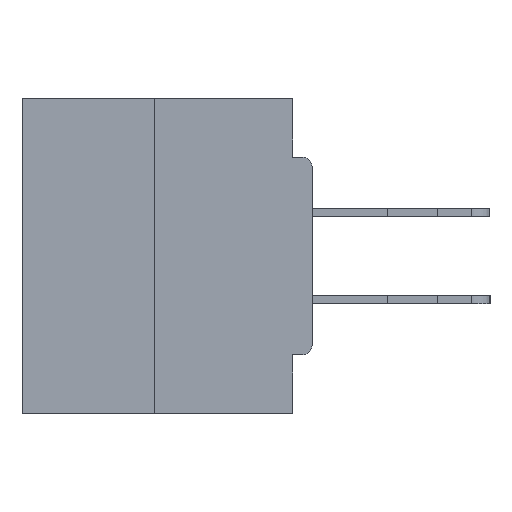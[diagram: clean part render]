
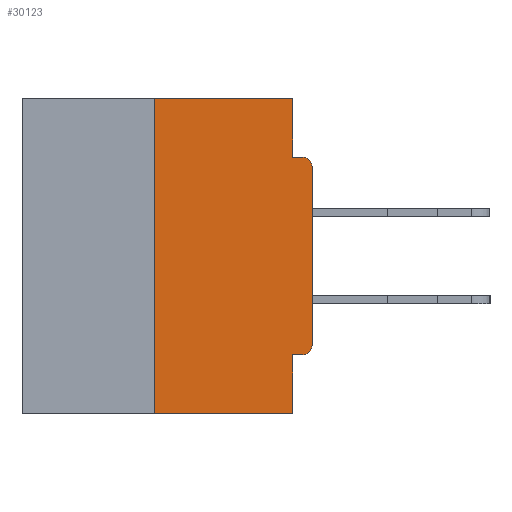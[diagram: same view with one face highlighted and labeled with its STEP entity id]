
A CAD part, left-side view. The second image highlights one B-rep face of the part: STEP entity #30123.
In plain terms, the highlighted planar face has unit normal (-1, 0, 0).
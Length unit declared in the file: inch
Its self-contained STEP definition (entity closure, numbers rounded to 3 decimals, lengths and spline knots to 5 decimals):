
#781 = ORIENTED_EDGE ( 'NONE', *, *, #31667, .F. ) ;
#1482 = ORIENTED_EDGE ( 'NONE', *, *, #9859, .T. ) ;
#1530 = DIRECTION ( 'NONE',  ( -1., 0., 0. ) ) ;
#1746 = CARTESIAN_POINT ( 'NONE',  ( 0., 0.46, 0. ) ) ;
#2003 = EDGE_LOOP ( 'NONE', ( #35558, #34710, #31193, #24270, #781, #1482, #7159, #2853, #35872, #2828 ) ) ;
#2828 = ORIENTED_EDGE ( 'NONE', *, *, #13446, .F. ) ;
#2853 = ORIENTED_EDGE ( 'NONE', *, *, #25025, .T. ) ;
#4369 = EDGE_CURVE ( 'NONE', #30423, #13546, #28123, .T. ) ;
#4390 = LINE ( 'NONE', #27675, #32715 ) ;
#5077 = DIRECTION ( 'NONE',  ( 0., -1., 0. ) ) ;
#6154 = VERTEX_POINT ( 'NONE', #31433 ) ;
#6155 = CARTESIAN_POINT ( 'NONE',  ( 0., 0., -0.0935 ) ) ;
#6210 = VECTOR ( 'NONE', #40227, 39.37008 ) ;
#6217 = CARTESIAN_POINT ( 'NONE',  ( 0., 0.25, 0. ) ) ;
#6686 = CARTESIAN_POINT ( 'NONE',  ( 0., 0.015, -0.4065 ) ) ;
#7159 = ORIENTED_EDGE ( 'NONE', *, *, #4369, .T. ) ;
#7544 = CARTESIAN_POINT ( 'NONE',  ( 0., 0.031, -0.5 ) ) ;
#7792 = PLANE ( 'NONE',  #17801 ) ;
#8514 = DIRECTION ( 'NONE',  ( -1., 0., 0. ) ) ;
#9859 = EDGE_CURVE ( 'NONE', #28912, #30423, #10624, .T. ) ;
#10504 = VERTEX_POINT ( 'NONE', #37771 ) ;
#10624 = CIRCLE ( 'NONE', #24310, 0.015 ) ;
#11273 = CARTESIAN_POINT ( 'NONE',  ( 0., 0.46, 0. ) ) ;
#11853 = LINE ( 'NONE', #6155, #12344 ) ;
#11954 = CARTESIAN_POINT ( 'NONE',  ( 0., 0., -0.3915 ) ) ;
#12344 = VECTOR ( 'NONE', #22586, 39.37008 ) ;
#12352 = CARTESIAN_POINT ( 'NONE',  ( 0., 0., -0.1085 ) ) ;
#13043 = CARTESIAN_POINT ( 'NONE',  ( 0., 0.031, -0.5 ) ) ;
#13446 = EDGE_CURVE ( 'NONE', #10504, #29587, #4390, .T. ) ;
#13546 = VERTEX_POINT ( 'NONE', #12352 ) ;
#14141 = EDGE_CURVE ( 'NONE', #29587, #35032, #11853, .T. ) ;
#15132 = DIRECTION ( 'NONE',  ( 0., 0., -1. ) ) ;
#15445 = VECTOR ( 'NONE', #38818, 39.37008 ) ;
#16246 = LINE ( 'NONE', #13043, #19698 ) ;
#16815 = EDGE_CURVE ( 'NONE', #28941, #36145, #16246, .T. ) ;
#17709 = CARTESIAN_POINT ( 'NONE',  ( 0., 0.015, -0.3915 ) ) ;
#17801 = AXIS2_PLACEMENT_3D ( 'NONE', #1746, #27187, #35994 ) ;
#19106 = CARTESIAN_POINT ( 'NONE',  ( 0., 0.031, -0.4065 ) ) ;
#19698 = VECTOR ( 'NONE', #25716, 39.37008 ) ;
#19837 = FACE_OUTER_BOUND ( 'NONE', #2003, .T. ) ;
#20467 = EDGE_CURVE ( 'NONE', #6154, #36145, #35828, .T. ) ;
#20964 = DIRECTION ( 'NONE',  ( 0., 0., -1. ) ) ;
#21955 = VECTOR ( 'NONE', #39897, 39.37008 ) ;
#22418 = LINE ( 'NONE', #35745, #15445 ) ;
#22586 = DIRECTION ( 'NONE',  ( 0., -1., 0. ) ) ;
#23362 = AXIS2_PLACEMENT_3D ( 'NONE', #33268, #1530, #20964 ) ;
#23688 = VECTOR ( 'NONE', #25368, 39.37008 ) ;
#24270 = ORIENTED_EDGE ( 'NONE', *, *, #16815, .F. ) ;
#24310 = AXIS2_PLACEMENT_3D ( 'NONE', #17709, #8514, #39780 ) ;
#24699 = VERTEX_POINT ( 'NONE', #6217 ) ;
#25025 = EDGE_CURVE ( 'NONE', #13546, #35032, #32655, .T. ) ;
#25368 = DIRECTION ( 'NONE',  ( 0., 1., 0. ) ) ;
#25716 = DIRECTION ( 'NONE',  ( 0., 0., -1. ) ) ;
#27187 = DIRECTION ( 'NONE',  ( 1., 0., 0. ) ) ;
#27480 = VECTOR ( 'NONE', #5077, 39.37008 ) ;
#27675 = CARTESIAN_POINT ( 'NONE',  ( 0., 0.031, 0. ) ) ;
#28123 = LINE ( 'NONE', #39674, #6210 ) ;
#28912 = VERTEX_POINT ( 'NONE', #6686 ) ;
#28941 = VERTEX_POINT ( 'NONE', #19106 ) ;
#29480 = EDGE_CURVE ( 'NONE', #6154, #24699, #22418, .T. ) ;
#29587 = VERTEX_POINT ( 'NONE', #40370 ) ;
#29984 = CARTESIAN_POINT ( 'NONE',  ( 0., 0.46, -0.5 ) ) ;
#30123 = ADVANCED_FACE ( 'NONE', ( #19837 ), #7792, .F. ) ;
#30423 = VERTEX_POINT ( 'NONE', #11954 ) ;
#31193 = ORIENTED_EDGE ( 'NONE', *, *, #20467, .T. ) ;
#31433 = CARTESIAN_POINT ( 'NONE',  ( 0., 0.25, -0.5 ) ) ;
#31471 = CARTESIAN_POINT ( 'NONE',  ( 0., 0., -0.4065 ) ) ;
#31667 = EDGE_CURVE ( 'NONE', #28912, #28941, #40578, .T. ) ;
#31884 = LINE ( 'NONE', #11273, #21955 ) ;
#32655 = CIRCLE ( 'NONE', #23362, 0.015 ) ;
#32715 = VECTOR ( 'NONE', #15132, 39.37008 ) ;
#33268 = CARTESIAN_POINT ( 'NONE',  ( 0., 0.015, -0.1085 ) ) ;
#33532 = EDGE_CURVE ( 'NONE', #24699, #10504, #31884, .T. ) ;
#34710 = ORIENTED_EDGE ( 'NONE', *, *, #29480, .F. ) ;
#35032 = VERTEX_POINT ( 'NONE', #38549 ) ;
#35558 = ORIENTED_EDGE ( 'NONE', *, *, #33532, .F. ) ;
#35745 = CARTESIAN_POINT ( 'NONE',  ( 0., 0.25, 0. ) ) ;
#35828 = LINE ( 'NONE', #29984, #27480 ) ;
#35872 = ORIENTED_EDGE ( 'NONE', *, *, #14141, .F. ) ;
#35994 = DIRECTION ( 'NONE',  ( 0., 0., -1. ) ) ;
#36145 = VERTEX_POINT ( 'NONE', #7544 ) ;
#37771 = CARTESIAN_POINT ( 'NONE',  ( 0., 0.031, 0. ) ) ;
#38549 = CARTESIAN_POINT ( 'NONE',  ( 0., 0.015, -0.0935 ) ) ;
#38818 = DIRECTION ( 'NONE',  ( 0., 0., 1. ) ) ;
#39674 = CARTESIAN_POINT ( 'NONE',  ( 0., 0., 0. ) ) ;
#39780 = DIRECTION ( 'NONE',  ( 0., 0., -1. ) ) ;
#39897 = DIRECTION ( 'NONE',  ( 0., -1., 0. ) ) ;
#40227 = DIRECTION ( 'NONE',  ( 0., 0., 1. ) ) ;
#40370 = CARTESIAN_POINT ( 'NONE',  ( 0., 0.031, -0.0935 ) ) ;
#40578 = LINE ( 'NONE', #31471, #23688 ) ;
